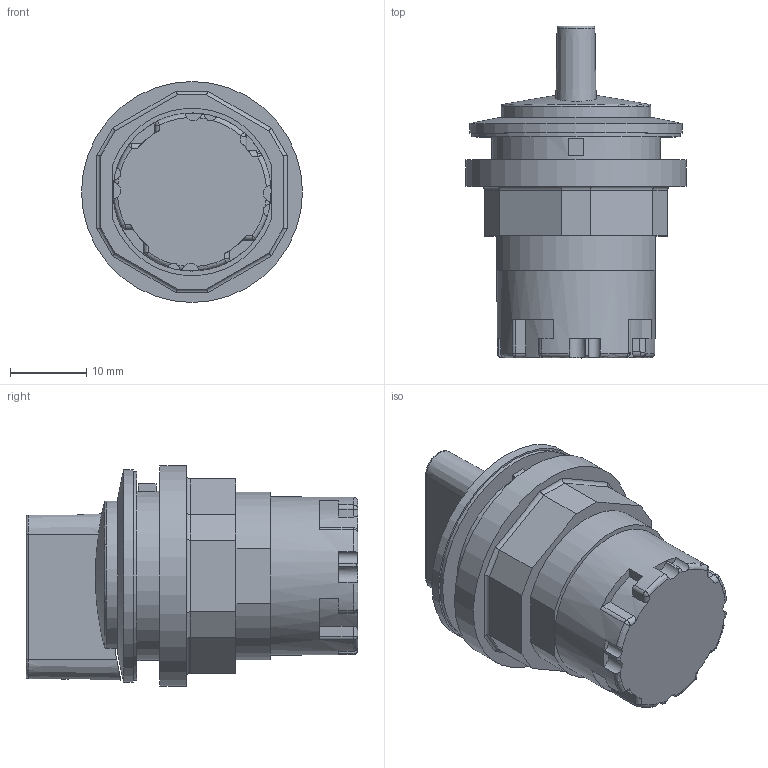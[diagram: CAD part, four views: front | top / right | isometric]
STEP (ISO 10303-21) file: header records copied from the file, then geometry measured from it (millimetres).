
FILE_DESCRIPTION(/* description */ (''),/* implementation_level */ '2;1');
FILE_NAME(/* name */ 'JRWB.stp',/* time_stamp */ '2019-10-30T15:55:06+01:00',/* author */ ('thagel'),/* organization */ (''),/* preprocessor_version */ 'ST-DEVELOPER v17.2',/* originating_system */ 'Autodesk Inventor 2019',/* authorisation */ '');
FILE_SCHEMA (('AUTOMOTIVE_DESIGN { 1 0 10303 214 3 1 1 }'));
Products named in the file (1): A03.1350.4 JRWB
Bounding box: 29 x 43.55 x 29 mm (x, y, z)
Volume: 14196.1 mm3; surface area: 9297.3 mm2
Topology: 1 solids, 2 shells, 569 faces, 1762 edges, 1094 vertices
Faces by surface type: plane 223, cylinder 185, bspline 87, torus 46, cone 19, sphere 9
Full cylindrical faces by diameter (mm): 17.859 x4, 18.4 x1, 18.6 x1, 20.05 x1, 20.75 x1, 22.2 x1, 22.5 x1, 25.3 x1, 27.4 x1, 27.9 x1, 29 x1
Entity records: 43573 total; most frequent: CARTESIAN_POINT 28482, ORIENTED_EDGE 3514, DIRECTION 2699, EDGE_CURVE 1757, VERTEX_POINT 1094, AXIS2_PLACEMENT_3D 1030, EDGE_LOOP 720, LINE 639
